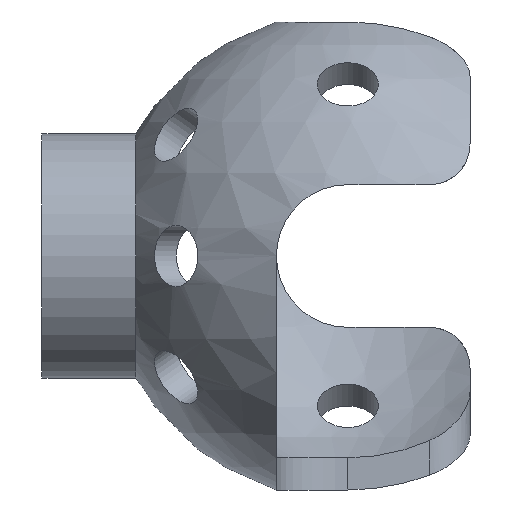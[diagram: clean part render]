
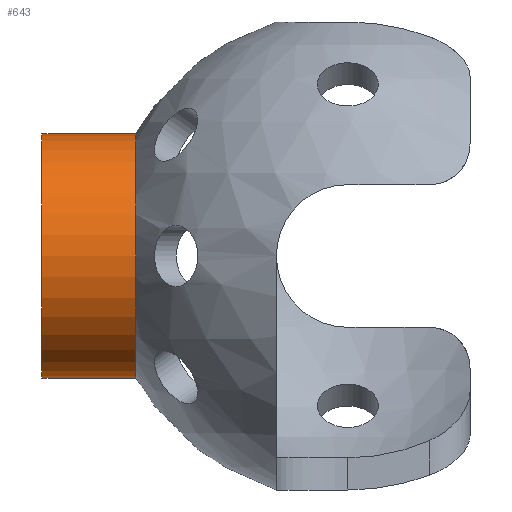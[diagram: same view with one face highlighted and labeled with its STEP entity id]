
A CAD part, left-side view. The second image highlights one B-rep face of the part: STEP entity #643.
In plain terms, the highlighted cylindrical face has radius 6 mm (diameter 12 mm), a full revolution.
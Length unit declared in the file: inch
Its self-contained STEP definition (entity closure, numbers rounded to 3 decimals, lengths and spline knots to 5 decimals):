
#49=FACE_BOUND('',#189,.T.);
#85=CYLINDRICAL_SURFACE('',#731,0.23622);
#119=FACE_OUTER_BOUND('',#188,.T.);
#188=EDGE_LOOP('',(#596));
#189=EDGE_LOOP('',(#597));
#270=CIRCLE('',#690,0.23622);
#282=CIRCLE('',#732,0.23622);
#334=VERTEX_POINT('',#1160);
#346=VERTEX_POINT('',#1231);
#401=EDGE_CURVE('',#334,#334,#270,.T.);
#430=EDGE_CURVE('',#346,#346,#282,.T.);
#596=ORIENTED_EDGE('',*,*,#430,.T.);
#597=ORIENTED_EDGE('',*,*,#401,.F.);
#643=ADVANCED_FACE('',(#119,#49),#85,.T.);
#690=AXIS2_PLACEMENT_3D('',#1161,#825,#826);
#731=AXIS2_PLACEMENT_3D('',#1230,#924,#925);
#732=AXIS2_PLACEMENT_3D('',#1232,#926,#927);
#825=DIRECTION('center_axis',(0.,-1.,0.));
#826=DIRECTION('ref_axis',(1.,0.,0.));
#924=DIRECTION('center_axis',(0.,-1.,0.));
#925=DIRECTION('ref_axis',(1.,0.,0.));
#926=DIRECTION('center_axis',(0.,-1.,0.));
#927=DIRECTION('ref_axis',(1.,0.,0.));
#1160=CARTESIAN_POINT('',(-0.23622,0.40915,0.));
#1161=CARTESIAN_POINT('Origin',(0.,0.40915,0.));
#1230=CARTESIAN_POINT('Origin',(0.,0.59055,0.));
#1231=CARTESIAN_POINT('',(-0.23622,0.59055,0.));
#1232=CARTESIAN_POINT('Origin',(0.,0.59055,0.));
